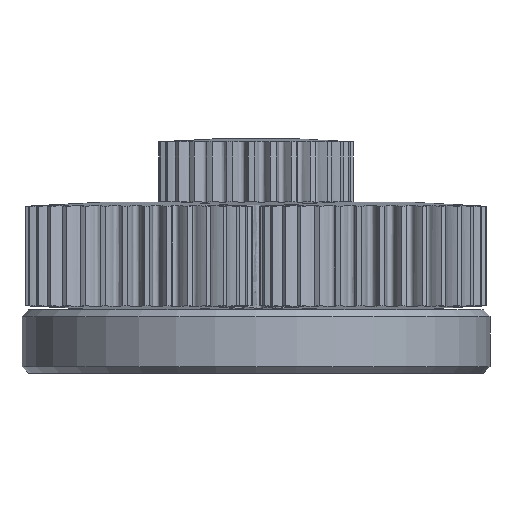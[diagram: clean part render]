
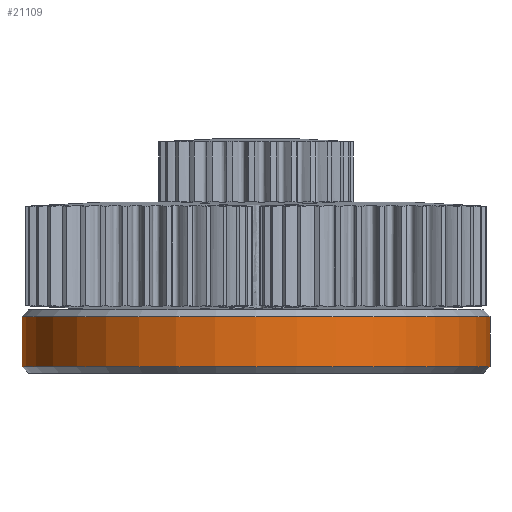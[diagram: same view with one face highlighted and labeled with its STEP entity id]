
A CAD part, front view. The second image highlights one B-rep face of the part: STEP entity #21109.
In plain terms, the highlighted cylindrical face has radius 17.35 mm (diameter 34.7 mm), a partial arc.
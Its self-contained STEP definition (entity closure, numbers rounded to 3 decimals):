
#860 = CARTESIAN_POINT ( 'NONE',  ( -17.35, 0., 1.85 ) ) ;
#2646 = VECTOR ( 'NONE', #10674, 1000. ) ;
#2967 = EDGE_LOOP ( 'NONE', ( #21579, #8196, #3660, #17560 ) ) ;
#3239 = CARTESIAN_POINT ( 'NONE',  ( -17.35, 0., 2.35 ) ) ;
#3370 = EDGE_CURVE ( 'NONE', #14090, #25565, #9621, .T. ) ;
#3660 = ORIENTED_EDGE ( 'NONE', *, *, #6904, .T. ) ;
#4008 = VECTOR ( 'NONE', #5334, 1000. ) ;
#4083 = CARTESIAN_POINT ( 'NONE',  ( -17.35, 0., -1.85 ) ) ;
#5334 = DIRECTION ( 'NONE',  ( 0., 0., -1. ) ) ;
#6451 = AXIS2_PLACEMENT_3D ( 'NONE', #19664, #7136, #21776 ) ;
#6904 = EDGE_CURVE ( 'NONE', #24905, #14090, #20064, .T. ) ;
#7136 = DIRECTION ( 'NONE',  ( 0., 0., 1. ) ) ;
#7524 = AXIS2_PLACEMENT_3D ( 'NONE', #21741, #9184, #23837 ) ;
#8136 = CARTESIAN_POINT ( 'NONE',  ( 17.35, 0., -1.85 ) ) ;
#8196 = ORIENTED_EDGE ( 'NONE', *, *, #23704, .T. ) ;
#8620 = CARTESIAN_POINT ( 'NONE',  ( 0., 0., 2.35 ) ) ;
#9184 = DIRECTION ( 'NONE',  ( 0., 0., -1. ) ) ;
#9621 = CIRCLE ( 'NONE', #6451, 17.35 ) ;
#10674 = DIRECTION ( 'NONE',  ( 0., 0., -1. ) ) ;
#12853 = DIRECTION ( 'NONE',  ( 0., 0., -1. ) ) ;
#13549 = CIRCLE ( 'NONE', #7524, 17.35 ) ;
#14090 = VERTEX_POINT ( 'NONE', #4083 ) ;
#16586 = CARTESIAN_POINT ( 'NONE',  ( 17.35, 0., 1.85 ) ) ;
#16711 = CARTESIAN_POINT ( 'NONE',  ( 17.35, 0., 2.35 ) ) ;
#17560 = ORIENTED_EDGE ( 'NONE', *, *, #3370, .T. ) ;
#17573 = CYLINDRICAL_SURFACE ( 'NONE', #26422, 17.35 ) ;
#19664 = CARTESIAN_POINT ( 'NONE',  ( 0., 0., -1.85 ) ) ;
#20064 = LINE ( 'NONE', #3239, #4008 ) ;
#21109 = ADVANCED_FACE ( 'NONE', ( #23791 ), #17573, .T. ) ;
#21180 = DIRECTION ( 'NONE',  ( -1., 0., 0. ) ) ;
#21579 = ORIENTED_EDGE ( 'NONE', *, *, #25253, .F. ) ;
#21741 = CARTESIAN_POINT ( 'NONE',  ( 0., 0., 1.85 ) ) ;
#21776 = DIRECTION ( 'NONE',  ( 1., 0., 0. ) ) ;
#23704 = EDGE_CURVE ( 'NONE', #24393, #24905, #13549, .T. ) ;
#23791 = FACE_OUTER_BOUND ( 'NONE', #2967, .T. ) ;
#23837 = DIRECTION ( 'NONE',  ( 1., 0., 0. ) ) ;
#24393 = VERTEX_POINT ( 'NONE', #16586 ) ;
#24905 = VERTEX_POINT ( 'NONE', #860 ) ;
#25253 = EDGE_CURVE ( 'NONE', #24393, #25565, #25521, .T. ) ;
#25521 = LINE ( 'NONE', #16711, #2646 ) ;
#25565 = VERTEX_POINT ( 'NONE', #8136 ) ;
#26422 = AXIS2_PLACEMENT_3D ( 'NONE', #8620, #12853, #21180 ) ;
